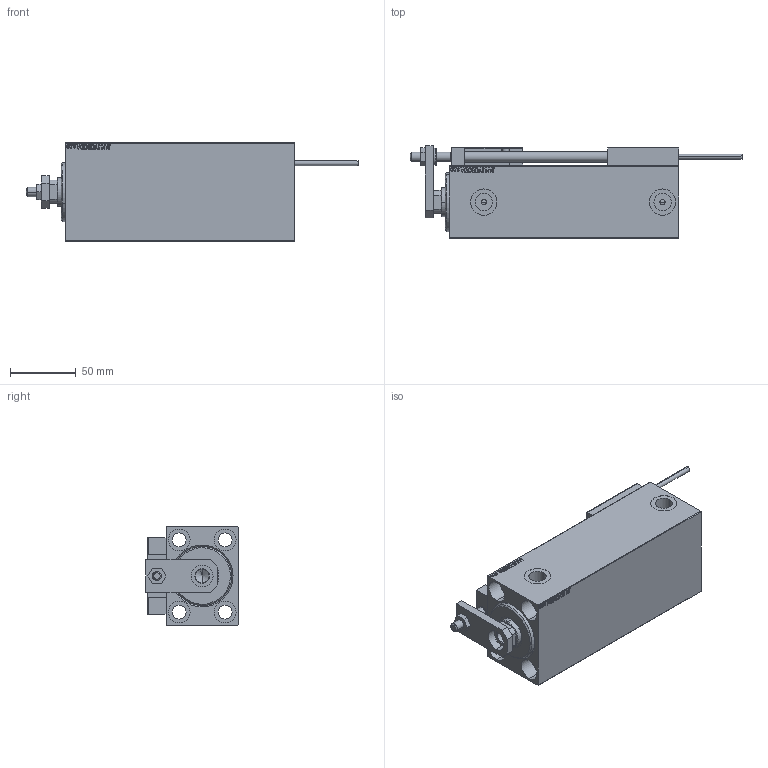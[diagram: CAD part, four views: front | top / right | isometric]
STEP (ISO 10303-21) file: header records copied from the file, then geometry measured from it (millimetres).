
FILE_DESCRIPTION (( 'STEP AP203' ), '1' );
FILE_NAME ('854d.STEP', '2022-04-17T11:05:52', ( '' ), ( '' ), 'SwSTEP 2.0', 'SolidWorks 2019', '' );
FILE_SCHEMA (( 'CONFIG_CONTROL_DESIGN' ));
Length unit declared in the file: millimetre
Products named in the file (15): Block 7d0cbf7e719b8d2a3e3ed99c1c36caff; ZARAZKA 7d0cbf7e719b8d2a3e3ed99c1c36caff; SWITCH DIM B,W 7d0cbf7e719b8d2a3e3ed99c1c36caff; V450CM_VC_B 7d0cbf7e719b8d2a3e3ed99c1c36caff; ALLEN BOLT D5 7d0cbf7e719b8d2a3e3ed99c1c36caff; SWITCH_X_FRONT_BACK 7d0cbf7e719b8d2a3e3ed99c1c36caff; KONCOVKA 7d0cbf7e719b8d2a3e3ed99c1c36caff; MAGNET 7d0cbf7e719b8d2a3e3ed99c1c36caff; V450CM_C_Body 7d0cbf7e719b8d2a3e3ed99c1c36caff; 854d; NUT_D12 7d0cbf7e719b8d2a3e3ed99c1c36caff; TYC_L79 7d0cbf7e719b8d2a3e3ed99c1c36caff; V450CM_C_VCP 7d0cbf7e719b8d2a3e3ed99c1c36caff; SWITCH X 7d0cbf7e719b8d2a3e3ed99c1c36caff; ALLEN BOLT D8 7d0cbf7e719b8d2a3e3ed99c1c36caff
Assembly tree (24 placements, depth 3):
  854d
    V450CM_C_Body 7d0cbf7e719b8d2a3e3ed99c1c36caff
    SWITCH X 7d0cbf7e719b8d2a3e3ed99c1c36caff
      SWITCH_X_FRONT_BACK 7d0cbf7e719b8d2a3e3ed99c1c36caff  x2
      TYC_L79 7d0cbf7e719b8d2a3e3ed99c1c36caff
      Block 7d0cbf7e719b8d2a3e3ed99c1c36caff  x2
      ALLEN BOLT D5 7d0cbf7e719b8d2a3e3ed99c1c36caff  x4
      ALLEN BOLT D8 7d0cbf7e719b8d2a3e3ed99c1c36caff  x4
      MAGNET 7d0cbf7e719b8d2a3e3ed99c1c36caff  x2
      KONCOVKA 7d0cbf7e719b8d2a3e3ed99c1c36caff  x2
    NUT_D12 7d0cbf7e719b8d2a3e3ed99c1c36caff
    SWITCH DIM B,W 7d0cbf7e719b8d2a3e3ed99c1c36caff
    ZARAZKA 7d0cbf7e719b8d2a3e3ed99c1c36caff
    V450CM_C_VCP 7d0cbf7e719b8d2a3e3ed99c1c36caff
    V450CM_VC_B 7d0cbf7e719b8d2a3e3ed99c1c36caff
Bounding box: 252.7 x 70.5 x 75 mm (x, y, z)
Volume: 649786.8 mm3; surface area: 146207.8 mm2
Topology: 23 solids, 23 shells, 1299 faces, 3114 edges, 1991 vertices
Faces by surface type: plane 565, bspline 380, cylinder 200, cone 106, torus 44, sphere 4
Entity records: 50925 total; most frequent: CARTESIAN_POINT 26223, ORIENTED_EDGE 5248, DIRECTION 3550, EDGE_CURVE 2624, VERTEX_POINT 1715, LINE 1502, VECTOR 1502, EDGE_LOOP 1215
